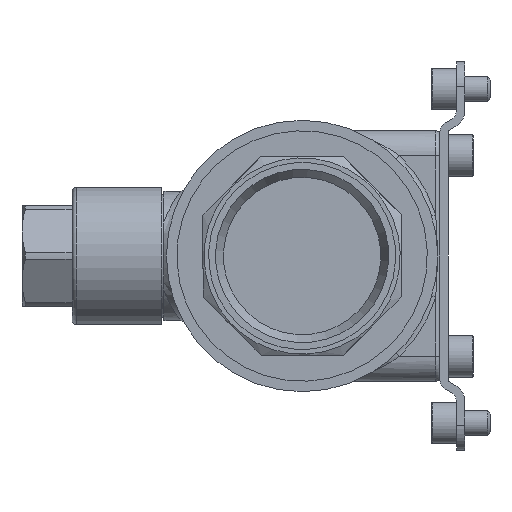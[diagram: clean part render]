
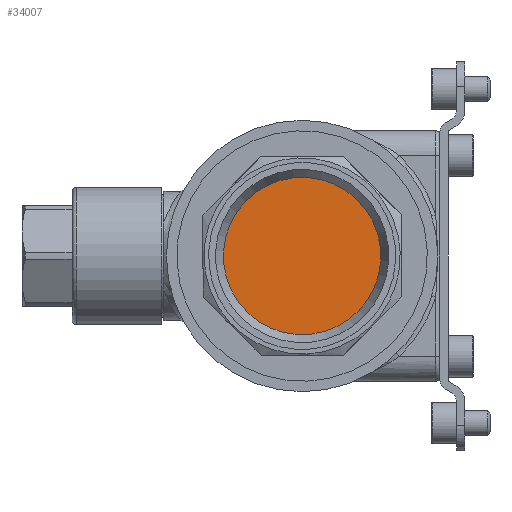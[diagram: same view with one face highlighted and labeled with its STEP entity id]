
A CAD part, left-side view. The second image highlights one B-rep face of the part: STEP entity #34007.
In plain terms, the highlighted planar face has unit normal (-1, 0, 0).
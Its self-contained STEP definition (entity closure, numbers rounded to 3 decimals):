
#3309=PLANE('',#37401);
#4912=FACE_OUTER_BOUND('',#7053,.T.);
#7053=EDGE_LOOP('',(#24930,#24931));
#12191=CIRCLE('',#37046,18.85);
#12192=CIRCLE('',#37047,18.85);
#14316=VERTEX_POINT('',#54307);
#14317=VERTEX_POINT('',#54309);
#17817=EDGE_CURVE('',#14317,#14316,#12191,.T.);
#17818=EDGE_CURVE('',#14316,#14317,#12192,.T.);
#24930=ORIENTED_EDGE('',*,*,#17817,.T.);
#24931=ORIENTED_EDGE('',*,*,#17818,.T.);
#34007=ADVANCED_FACE('',(#4912),#3309,.T.);
#37046=AXIS2_PLACEMENT_3D('',#54310,#43360,#43361);
#37047=AXIS2_PLACEMENT_3D('',#54311,#43362,#43363);
#37401=AXIS2_PLACEMENT_3D('',#68837,#44419,#44420);
#43360=DIRECTION('center_axis',(-1.,0.,0.));
#43361=DIRECTION('ref_axis',(0.,-0.111,-0.994));
#43362=DIRECTION('center_axis',(-1.,0.,0.));
#43363=DIRECTION('ref_axis',(0.,-0.111,-0.994));
#44419=DIRECTION('center_axis',(-1.,0.,0.));
#44420=DIRECTION('ref_axis',(0.,0.923,-0.384));
#54307=CARTESIAN_POINT('',(-37.1,2.083,18.735));
#54309=CARTESIAN_POINT('',(-37.1,-2.083,-18.735));
#54310=CARTESIAN_POINT('Origin',(-37.1,0.,0.));
#54311=CARTESIAN_POINT('Origin',(-37.1,0.,0.));
#68837=CARTESIAN_POINT('Origin',(-37.1,0.,0.));
